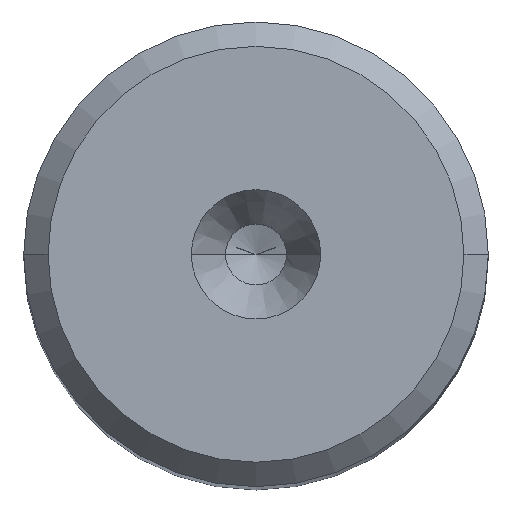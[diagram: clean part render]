
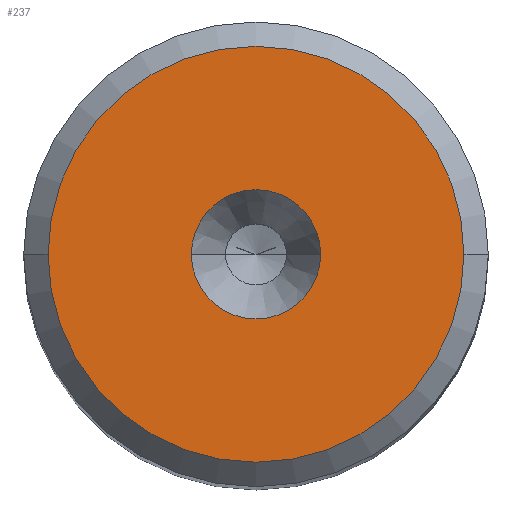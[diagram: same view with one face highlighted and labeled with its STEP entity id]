
A CAD part, top view. The second image highlights one B-rep face of the part: STEP entity #237.
In plain terms, the highlighted planar face has unit normal (0, 0, 1).
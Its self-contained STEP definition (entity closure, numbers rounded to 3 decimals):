
#117=FACE_BOUND('',#445,.T.);
#118=FACE_BOUND('',#446,.T.);
#237=ADVANCED_FACE('',(#117,#118),#302,.T.);
#302=PLANE('',#1950);
#445=EDGE_LOOP('',(#899,#900,#901,#902));
#446=EDGE_LOOP('',(#903,#904));
#550=CIRCLE('',#1942,8.525);
#551=CIRCLE('',#1943,8.525);
#552=CIRCLE('',#1945,8.525);
#553=CIRCLE('',#1946,8.525);
#554=CIRCLE('',#1948,2.65);
#555=CIRCLE('',#1949,2.65);
#899=ORIENTED_EDGE('',*,*,#1481,.F.);
#900=ORIENTED_EDGE('',*,*,#1480,.F.);
#901=ORIENTED_EDGE('',*,*,#1484,.F.);
#902=ORIENTED_EDGE('',*,*,#1483,.F.);
#903=ORIENTED_EDGE('',*,*,#1485,.F.);
#904=ORIENTED_EDGE('',*,*,#1486,.F.);
#1254=VERTEX_POINT('',#3307);
#1255=VERTEX_POINT('',#3309);
#1256=VERTEX_POINT('',#3311);
#1257=VERTEX_POINT('',#3315);
#1258=VERTEX_POINT('',#3319);
#1259=VERTEX_POINT('',#3320);
#1480=EDGE_CURVE('',#1254,#1255,#550,.T.);
#1481=EDGE_CURVE('',#1255,#1256,#551,.T.);
#1483=EDGE_CURVE('',#1256,#1257,#552,.T.);
#1484=EDGE_CURVE('',#1257,#1254,#553,.T.);
#1485=EDGE_CURVE('',#1258,#1259,#554,.T.);
#1486=EDGE_CURVE('',#1259,#1258,#555,.T.);
#1942=AXIS2_PLACEMENT_3D('',#3308,#2346,#2347);
#1943=AXIS2_PLACEMENT_3D('',#3310,#2348,#2349);
#1945=AXIS2_PLACEMENT_3D('',#3314,#2353,#2354);
#1946=AXIS2_PLACEMENT_3D('',#3316,#2355,#2356);
#1948=AXIS2_PLACEMENT_3D('',#3318,#2359,#2360);
#1949=AXIS2_PLACEMENT_3D('',#3321,#2361,#2362);
#1950=AXIS2_PLACEMENT_3D('',#3322,#2363,#2364);
#2346=DIRECTION('',(0.,0.,-1.));
#2347=DIRECTION('',(-1.,0.,0.));
#2348=DIRECTION('',(0.,0.,-1.));
#2349=DIRECTION('',(0.,1.,0.));
#2353=DIRECTION('',(0.,0.,-1.));
#2354=DIRECTION('',(1.,0.,0.));
#2355=DIRECTION('',(0.,0.,-1.));
#2356=DIRECTION('',(0.,-1.,0.));
#2359=DIRECTION('',(0.,0.,1.));
#2360=DIRECTION('',(-1.,0.,0.));
#2361=DIRECTION('',(0.,0.,1.));
#2362=DIRECTION('',(1.,0.,0.));
#2363=DIRECTION('',(0.,0.,1.));
#2364=DIRECTION('',(1.,0.,0.));
#3307=CARTESIAN_POINT('',(-8.525,0.,0.));
#3308=CARTESIAN_POINT('',(0.,0.,0.));
#3309=CARTESIAN_POINT('',(0.,8.525,0.));
#3310=CARTESIAN_POINT('',(0.,0.,0.));
#3311=CARTESIAN_POINT('',(8.525,0.,0.));
#3314=CARTESIAN_POINT('',(0.,0.,0.));
#3315=CARTESIAN_POINT('',(0.,-8.525,0.));
#3316=CARTESIAN_POINT('',(0.,0.,0.));
#3318=CARTESIAN_POINT('',(0.,0.,0.));
#3319=CARTESIAN_POINT('',(-2.65,0.,0.));
#3320=CARTESIAN_POINT('',(2.65,0.,0.));
#3321=CARTESIAN_POINT('',(0.,0.,0.));
#3322=CARTESIAN_POINT('',(0.,0.,0.));
